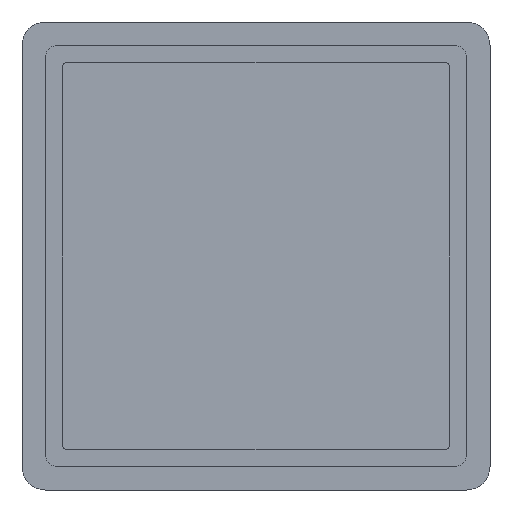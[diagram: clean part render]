
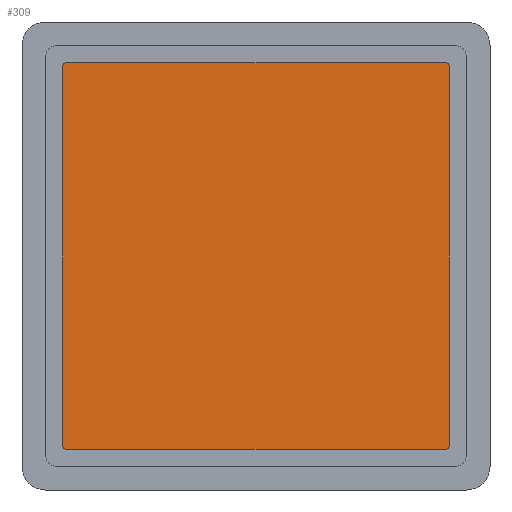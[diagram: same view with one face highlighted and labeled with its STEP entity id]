
A CAD part, front view. The second image highlights one B-rep face of the part: STEP entity #309.
In plain terms, the highlighted planar face has unit normal (0, -1, 0).
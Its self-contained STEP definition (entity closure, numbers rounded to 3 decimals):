
#13 = ORIENTED_EDGE ( 'NONE', *, *, #159, .T. ) ;
#22 = DIRECTION ( 'NONE',  ( 0., -1., 0. ) ) ;
#37 = VERTEX_POINT ( 'NONE', #772 ) ;
#57 = AXIS2_PLACEMENT_3D ( 'NONE', #868, #341, #1138 ) ;
#76 = AXIS2_PLACEMENT_3D ( 'NONE', #118, #22, #730 ) ;
#90 = EDGE_CURVE ( 'NONE', #808, #37, #971, .T. ) ;
#118 = CARTESIAN_POINT ( 'NONE',  ( -16.25, 20., 16.25 ) ) ;
#159 = EDGE_CURVE ( 'NONE', #646, #37, #348, .T. ) ;
#160 = DIRECTION ( 'NONE',  ( 0., 0., 1. ) ) ;
#191 = DIRECTION ( 'NONE',  ( 0., -1., 0. ) ) ;
#203 = CIRCLE ( 'NONE', #353, 0.25 ) ;
#222 = ORIENTED_EDGE ( 'NONE', *, *, #884, .T. ) ;
#237 = LINE ( 'NONE', #583, #389 ) ;
#254 = ORIENTED_EDGE ( 'NONE', *, *, #848, .F. ) ;
#288 = VERTEX_POINT ( 'NONE', #585 ) ;
#300 = EDGE_CURVE ( 'NONE', #288, #881, #935, .T. ) ;
#309 = ADVANCED_FACE ( 'NONE', ( #791 ), #779, .F. ) ;
#341 = DIRECTION ( 'NONE',  ( 0., -1., 0. ) ) ;
#348 = CIRCLE ( 'NONE', #703, 0.25 ) ;
#352 = CARTESIAN_POINT ( 'NONE',  ( -16.25, 20., 16.5 ) ) ;
#353 = AXIS2_PLACEMENT_3D ( 'NONE', #882, #790, #363 ) ;
#363 = DIRECTION ( 'NONE',  ( 0., 0., 1. ) ) ;
#365 = DIRECTION ( 'NONE',  ( 0., 0., 1. ) ) ;
#376 = DIRECTION ( 'NONE',  ( 1., 0., 0. ) ) ;
#389 = VECTOR ( 'NONE', #675, 1000. ) ;
#474 = CARTESIAN_POINT ( 'NONE',  ( 16.5, 20., -16.25 ) ) ;
#475 = DIRECTION ( 'NONE',  ( 0., 0., 1. ) ) ;
#484 = CARTESIAN_POINT ( 'NONE',  ( 16.25, 20., -16.5 ) ) ;
#520 = CIRCLE ( 'NONE', #57, 0.25 ) ;
#529 = VERTEX_POINT ( 'NONE', #474 ) ;
#534 = AXIS2_PLACEMENT_3D ( 'NONE', #870, #1044, #160 ) ;
#573 = VECTOR ( 'NONE', #1133, 1000. ) ;
#583 = CARTESIAN_POINT ( 'NONE',  ( 16.5, 20., -16.5 ) ) ;
#585 = CARTESIAN_POINT ( 'NONE',  ( -16.5, 20., -16.25 ) ) ;
#632 = VECTOR ( 'NONE', #475, 1000. ) ;
#636 = CIRCLE ( 'NONE', #76, 0.25 ) ;
#638 = VERTEX_POINT ( 'NONE', #1020 ) ;
#643 = EDGE_CURVE ( 'NONE', #646, #529, #237, .T. ) ;
#646 = VERTEX_POINT ( 'NONE', #755 ) ;
#675 = DIRECTION ( 'NONE',  ( 0., 0., -1. ) ) ;
#694 = CARTESIAN_POINT ( 'NONE',  ( -16.5, 20., 16.25 ) ) ;
#703 = AXIS2_PLACEMENT_3D ( 'NONE', #985, #191, #365 ) ;
#722 = VECTOR ( 'NONE', #376, 1000. ) ;
#728 = CARTESIAN_POINT ( 'NONE',  ( -16.5, 20., 16.5 ) ) ;
#730 = DIRECTION ( 'NONE',  ( 0., 0., 1. ) ) ;
#755 = CARTESIAN_POINT ( 'NONE',  ( 16.5, 20., 16.25 ) ) ;
#772 = CARTESIAN_POINT ( 'NONE',  ( 16.25, 20., 16.5 ) ) ;
#779 = PLANE ( 'NONE',  #534 ) ;
#785 = CARTESIAN_POINT ( 'NONE',  ( -16.5, 20., -16.5 ) ) ;
#790 = DIRECTION ( 'NONE',  ( 0., -1., 0. ) ) ;
#791 = FACE_OUTER_BOUND ( 'NONE', #1048, .T. ) ;
#804 = EDGE_CURVE ( 'NONE', #1111, #529, #203, .T. ) ;
#808 = VERTEX_POINT ( 'NONE', #352 ) ;
#848 = EDGE_CURVE ( 'NONE', #1111, #638, #1068, .T. ) ;
#854 = CARTESIAN_POINT ( 'NONE',  ( -16.5, 20., -16.5 ) ) ;
#868 = CARTESIAN_POINT ( 'NONE',  ( -16.25, 20., -16.25 ) ) ;
#870 = CARTESIAN_POINT ( 'NONE',  ( 0., 20., 0. ) ) ;
#881 = VERTEX_POINT ( 'NONE', #694 ) ;
#882 = CARTESIAN_POINT ( 'NONE',  ( 16.25, 20., -16.25 ) ) ;
#884 = EDGE_CURVE ( 'NONE', #288, #638, #520, .T. ) ;
#895 = ORIENTED_EDGE ( 'NONE', *, *, #804, .T. ) ;
#899 = ORIENTED_EDGE ( 'NONE', *, *, #981, .T. ) ;
#903 = ORIENTED_EDGE ( 'NONE', *, *, #300, .F. ) ;
#935 = LINE ( 'NONE', #854, #632 ) ;
#971 = LINE ( 'NONE', #728, #722 ) ;
#981 = EDGE_CURVE ( 'NONE', #808, #881, #636, .T. ) ;
#985 = CARTESIAN_POINT ( 'NONE',  ( 16.25, 20., 16.25 ) ) ;
#1008 = ORIENTED_EDGE ( 'NONE', *, *, #643, .F. ) ;
#1010 = ORIENTED_EDGE ( 'NONE', *, *, #90, .F. ) ;
#1020 = CARTESIAN_POINT ( 'NONE',  ( -16.25, 20., -16.5 ) ) ;
#1044 = DIRECTION ( 'NONE',  ( 0., 1., 0. ) ) ;
#1048 = EDGE_LOOP ( 'NONE', ( #1008, #13, #1010, #899, #903, #222, #254, #895 ) ) ;
#1068 = LINE ( 'NONE', #785, #573 ) ;
#1111 = VERTEX_POINT ( 'NONE', #484 ) ;
#1133 = DIRECTION ( 'NONE',  ( -1., 0., 0. ) ) ;
#1138 = DIRECTION ( 'NONE',  ( 0., 0., 1. ) ) ;
